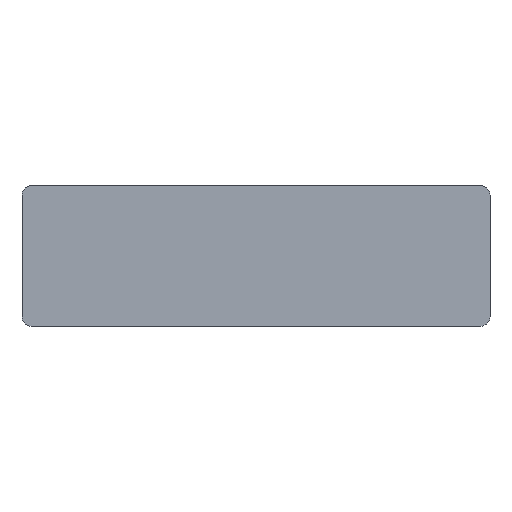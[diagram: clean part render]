
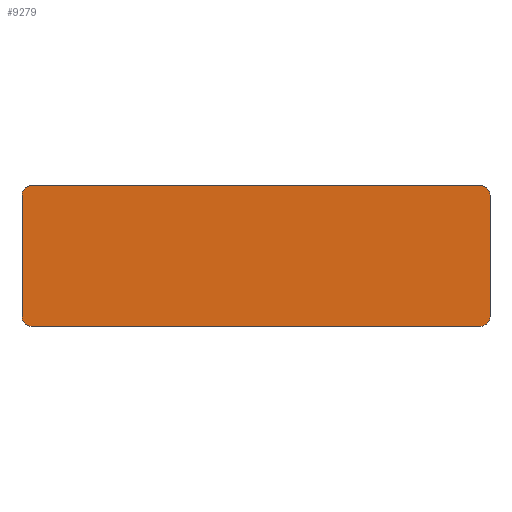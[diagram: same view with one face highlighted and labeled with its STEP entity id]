
A CAD part, front view. The second image highlights one B-rep face of the part: STEP entity #9279.
In plain terms, the highlighted planar face has unit normal (0, -1, 0).
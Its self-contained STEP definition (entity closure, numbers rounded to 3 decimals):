
#23=CARTESIAN_POINT('',(48.,-24.,-13.));
#24=DIRECTION('',(0.,-1.,0.));
#25=DIRECTION('',(0.,0.,-1.));
#26=AXIS2_PLACEMENT_3D('',#23,#24,#25);
#28=DIRECTION('',(1.,0.,0.));
#29=VECTOR('',#28,96.);
#30=CARTESIAN_POINT('',(-48.,-24.,-15.));
#31=LINE('18354',#30,#29);
#32=CARTESIAN_POINT('',(-48.,-24.,-13.));
#33=DIRECTION('',(0.,-1.,0.));
#34=DIRECTION('',(-1.,0.,0.));
#35=AXIS2_PLACEMENT_3D('',#32,#33,#34);
#37=CARTESIAN_POINT('',(-48.,-24.,13.));
#38=DIRECTION('',(0.,-1.,0.));
#39=DIRECTION('',(0.,0.,1.));
#40=AXIS2_PLACEMENT_3D('',#37,#38,#39);
#42=DIRECTION('',(1.,0.,0.));
#43=VECTOR('',#42,96.);
#44=CARTESIAN_POINT('',(-48.,-24.,15.));
#45=LINE('18353',#44,#43);
#46=CARTESIAN_POINT('',(48.,-24.,13.));
#47=DIRECTION('',(0.,-1.,0.));
#48=DIRECTION('',(1.,0.,0.));
#49=AXIS2_PLACEMENT_3D('',#46,#47,#48);
#77=DIRECTION('',(0.,0.,1.));
#78=VECTOR('',#77,26.);
#79=CARTESIAN_POINT('',(50.,-24.,-13.));
#80=LINE('18355',#79,#78);
#3037=DIRECTION('',(0.,0.,-1.));
#3038=VECTOR('',#3037,26.);
#3039=CARTESIAN_POINT('',(-50.,-24.,13.));
#3040=LINE('18356',#3039,#3038);
#7483=CARTESIAN_POINT('',(48.,-24.,-15.));
#7484=CARTESIAN_POINT('',(50.,-24.,-13.));
#7485=VERTEX_POINT('',#7483);
#7486=VERTEX_POINT('',#7484);
#7497=CARTESIAN_POINT('',(50.,-24.,13.));
#7498=CARTESIAN_POINT('',(48.,-24.,15.));
#7499=VERTEX_POINT('',#7497);
#7500=VERTEX_POINT('',#7498);
#7511=CARTESIAN_POINT('',(-48.,-24.,15.));
#7512=CARTESIAN_POINT('',(-50.,-24.,13.));
#7513=VERTEX_POINT('',#7511);
#7514=VERTEX_POINT('',#7512);
#7525=CARTESIAN_POINT('',(-50.,-24.,-13.));
#7526=CARTESIAN_POINT('',(-48.,-24.,-15.));
#7527=VERTEX_POINT('',#7525);
#7528=VERTEX_POINT('',#7526);
#9258=CARTESIAN_POINT('',(0.,-24.,0.));
#9259=DIRECTION('',(0.,-1.,0.));
#9260=DIRECTION('',(1.,0.,0.));
#9261=AXIS2_PLACEMENT_3D('',#9258,#9259,#9260);
#9262=PLANE('221',#9261);
#9264=ORIENTED_EDGE('18315',*,*,#9263,.F.);
#9266=ORIENTED_EDGE('18354',*,*,#9265,.F.);
#9268=ORIENTED_EDGE('18348',*,*,#9267,.F.);
#9270=ORIENTED_EDGE('18356',*,*,#9269,.F.);
#9272=ORIENTED_EDGE('18337',*,*,#9271,.F.);
#9273=ORIENTED_EDGE('18353',*,*,#9234,.T.);
#9274=ORIENTED_EDGE('18326',*,*,#9248,.F.);
#9276=ORIENTED_EDGE('18355',*,*,#9275,.F.);
#9277=EDGE_LOOP('221',(#9264,#9266,#9268,#9270,#9272,#9273,#9274,#9276));
#9278=FACE_OUTER_BOUND('221',#9277,.F.);
#27=CIRCLE('18315',#26,2.);
#36=CIRCLE('18348',#35,2.);
#41=CIRCLE('18337',#40,2.);
#50=CIRCLE('18326',#49,2.);
#9234=EDGE_CURVE('18353',#7513,#7500,#45,.T.);
#9248=EDGE_CURVE('18326',#7499,#7500,#50,.T.);
#9263=EDGE_CURVE('18315',#7485,#7486,#27,.T.);
#9265=EDGE_CURVE('18354',#7528,#7485,#31,.T.);
#9267=EDGE_CURVE('18348',#7527,#7528,#36,.T.);
#9269=EDGE_CURVE('18356',#7514,#7527,#3040,.T.);
#9271=EDGE_CURVE('18337',#7513,#7514,#41,.T.);
#9275=EDGE_CURVE('18355',#7486,#7499,#80,.T.);
#9279=ADVANCED_FACE('221',(#9278),#9262,.T.);
